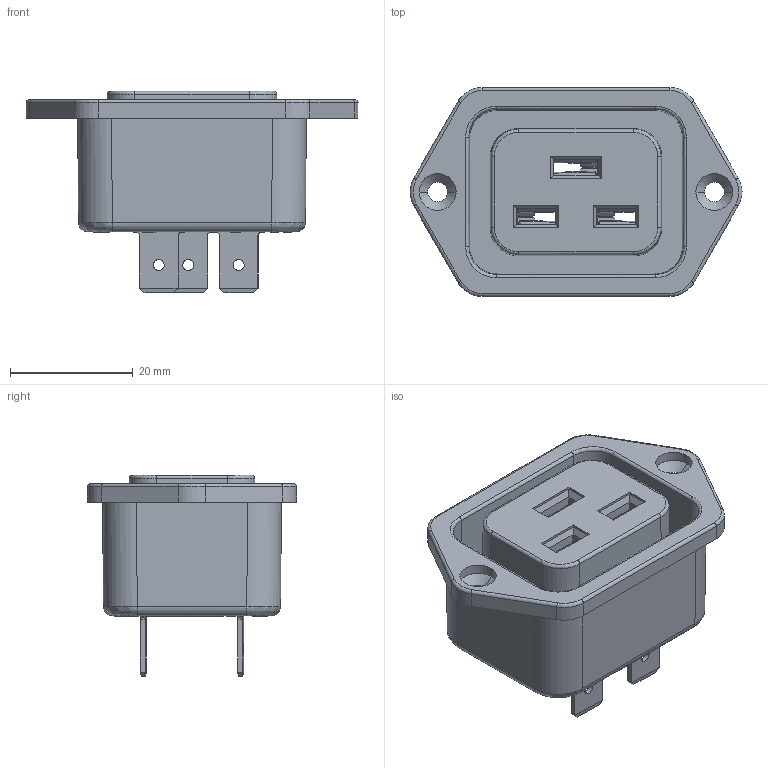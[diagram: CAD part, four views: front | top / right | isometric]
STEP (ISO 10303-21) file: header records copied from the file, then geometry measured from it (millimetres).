
FILE_DESCRIPTION(('Creo Elements/Direct Modeling STEP Export'),'2;1');
FILE_NAME('83031000_R10_Sheet-J_Screw-Mnt_QD_1-20-17.stp','2017-01-20T15:41:39',(''),(''),'PTC Creo Elements/Direct Modeling STEP processor for AP214 (Solid Model)','PTC Creo Elements/Direct Modeling 19.0D 23-Nov-2015 (C) Parametric Technology GmbH','');
FILE_SCHEMA(('AUTOMOTIVE_DESIGN { 1 0 10303 214 1 1 1 1 }'));
Length unit declared in the file: millimetre
Products named in the file (6): 68024170_R8_Hsng_Sheet-J_SM_Solder-Outlet_1-20-17; Part-Number-Insert_83031000; 68024150_R10_Hsng_Sheet-J_SM_QD-Outlet_1-20-17; 55020620_R9_Sheet-J_6.3-QD_2-28-16; 55020620_R9_Sheet-J_Contact_QD_Assy_2-28-16; 83031000_R10_Sheet-J_Screw-Mnt_QD_1-20-17
Assembly tree (7 placements, depth 3):
  83031000_R10_Sheet-J_Screw-Mnt_QD_1-20-17
    55020620_R9_Sheet-J_Contact_QD_Assy_2-28-16
      55020620_R9_Sheet-J_6.3-QD_2-28-16  x3
    68024150_R10_Hsng_Sheet-J_SM_QD-Outlet_1-20-17
      Part-Number-Insert_83031000
      68024170_R8_Hsng_Sheet-J_SM_Solder-Outlet_1-20-17
Bounding box: 54 x 34 x 32.79 mm (x, y, z)
Volume: 11747.4 mm3; surface area: 16133.5 mm2
Topology: 5 solids, 5 shells, 1491 faces, 4051 edges, 2652 vertices
Faces by surface type: plane 974, cylinder 458, extrusion 37, bspline 12, torus 6, cone 4
Entity records: 41325 total; most frequent: CARTESIAN_POINT 9144, ORIENTED_EDGE 6830, DIRECTION 6269, EDGE_CURVE 3415, VECTOR 2593, LINE 2556, VERTEX_POINT 2232, AXIS2_PLACEMENT_3D 1838
